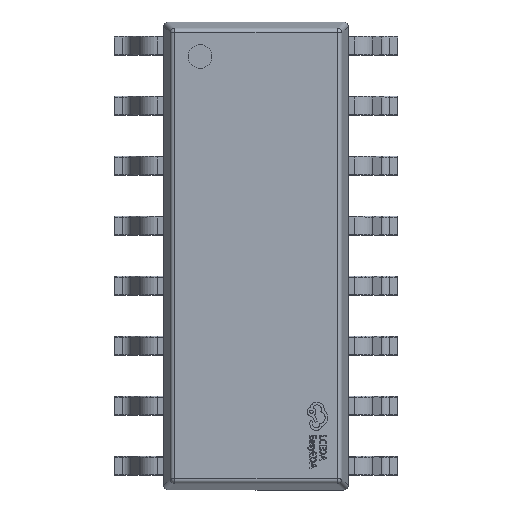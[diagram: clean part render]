
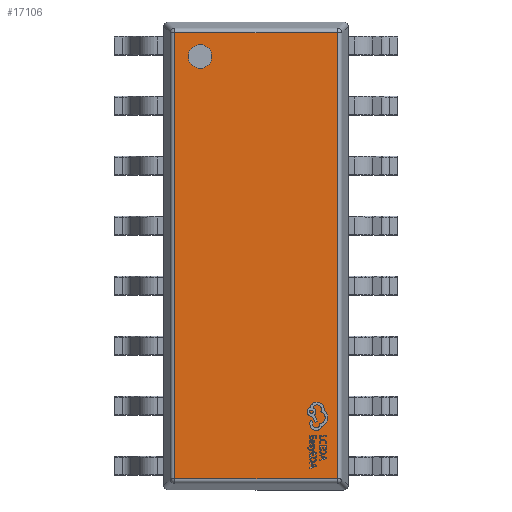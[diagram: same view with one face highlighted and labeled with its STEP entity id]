
A CAD part, top view. The second image highlights one B-rep face of the part: STEP entity #17106.
In plain terms, the highlighted planar face has unit normal (0, 0, 1).
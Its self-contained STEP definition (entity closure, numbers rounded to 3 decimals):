
#229=FACE_BOUND('',#5778,.T.);
#816=PLANE('',#19068);
#1823=LINE('',#27822,#3111);
#1824=LINE('',#27840,#3112);
#1825=LINE('',#27843,#3113);
#1826=LINE('',#27852,#3114);
#3111=VECTOR('',#23476,1.);
#3112=VECTOR('',#23509,1.);
#3113=VECTOR('',#23512,1.);
#3114=VECTOR('',#23529,1.);
#4706=FACE_OUTER_BOUND('',#5777,.T.);
#5777=EDGE_LOOP('',(#13879,#13880,#13881,#13882));
#5778=EDGE_LOOP('',(#13883));
#6803=CIRCLE('',#18977,0.25);
#7677=VERTEX_POINT('',#27658);
#7730=VERTEX_POINT('',#27818);
#7731=VERTEX_POINT('',#27820);
#7732=VERTEX_POINT('',#27838);
#7733=VERTEX_POINT('',#27842);
#9754=EDGE_CURVE('',#7677,#7677,#6803,.T.);
#9835=EDGE_CURVE('',#7730,#7731,#1823,.T.);
#9844=EDGE_CURVE('',#7731,#7732,#1824,.T.);
#9845=EDGE_CURVE('',#7733,#7730,#1825,.T.);
#9850=EDGE_CURVE('',#7732,#7733,#1826,.T.);
#13879=ORIENTED_EDGE('',*,*,#9844,.T.);
#13880=ORIENTED_EDGE('',*,*,#9850,.T.);
#13881=ORIENTED_EDGE('',*,*,#9845,.T.);
#13882=ORIENTED_EDGE('',*,*,#9835,.T.);
#13883=ORIENTED_EDGE('',*,*,#9754,.F.);
#17106=ADVANCED_FACE('',(#4706,#229),#816,.T.);
#18977=AXIS2_PLACEMENT_3D('',#27660,#23304,#23305);
#19068=AXIS2_PLACEMENT_3D('',#27855,#23534,#23535);
#23304=DIRECTION('center_axis',(0.,0.,1.));
#23305=DIRECTION('ref_axis',(1.,0.,0.));
#23476=DIRECTION('',(1.,0.,0.));
#23509=DIRECTION('',(0.,1.,0.));
#23512=DIRECTION('',(0.,-1.,0.));
#23529=DIRECTION('',(-1.,0.,0.));
#23534=DIRECTION('center_axis',(0.,0.,1.));
#23535=DIRECTION('ref_axis',(1.,0.,0.));
#27658=CARTESIAN_POINT('',(-4.469,-1.183,1.899));
#27660=CARTESIAN_POINT('Origin',(-4.219,-1.183,1.899));
#27818=CARTESIAN_POINT('',(-4.719,-1.719,1.899));
#27820=CARTESIAN_POINT('',(4.719,-1.719,1.899));
#27822=CARTESIAN_POINT('',(0.,-1.719,1.899));
#27838=CARTESIAN_POINT('',(4.719,1.719,1.899));
#27840=CARTESIAN_POINT('',(4.719,0.,1.899));
#27842=CARTESIAN_POINT('',(-4.719,1.719,1.899));
#27843=CARTESIAN_POINT('',(-4.719,0.,1.899));
#27852=CARTESIAN_POINT('',(0.,1.719,1.899));
#27855=CARTESIAN_POINT('Origin',(0.,0.,1.899));
